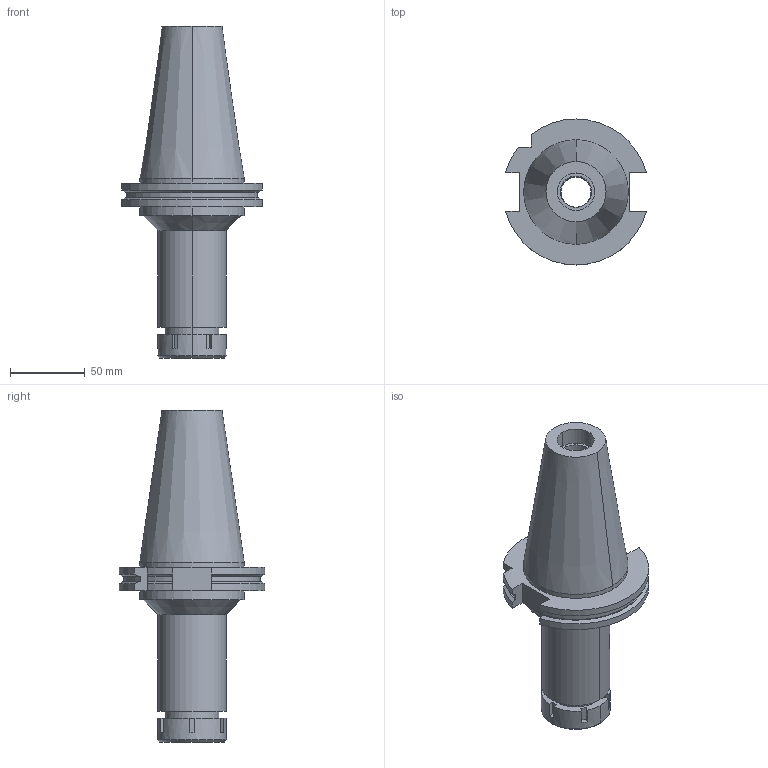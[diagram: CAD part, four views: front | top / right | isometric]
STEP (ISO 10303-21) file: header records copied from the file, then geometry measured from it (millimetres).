
FILE_DESCRIPTION((''),'2;1');
FILE_NAME('DV50NB20120-200_ASM','2018-03-23T',('ykawabe'),(''),'CREO PARAMETRIC BY PTC INC, 2016380','CREO PARAMETRIC BY PTC INC, 2016380','');
FILE_SCHEMA(('AUTOMOTIVE_DESIGN { 1 0 10303 214 1 1 1 1 }'));
Length unit declared in the file: millimetre
Products named in the file (5): DV50-NBS20-120_1; NBC20-20_1; NBN20_1; DXF_TEMP_ASSY_ASM_4_ASM; DV50NB20120-200_ASM
Assembly tree (4 placements, depth 3):
  DV50NB20120-200_ASM
    DXF_TEMP_ASSY_ASM_4_ASM
      DV50-NBS20-120_1
      NBC20-20_1
      NBN20_1
Bounding box: 94.05 x 97.5 x 221.75 mm (x, y, z)
Volume: 469815.8 mm3; surface area: 74987.9 mm2
Topology: 3 solids, 3 shells, 122 faces, 311 edges, 210 vertices
Faces by surface type: plane 59, cylinder 43, cone 20
Entity records: 5566 total; most frequent: CARTESIAN_POINT 729, DIRECTION 729, ORIENTED_EDGE 622, PRESENTATION_STYLE_ASSIGNMENT 319, STYLED_ITEM 319, CURVE_STYLE 316, EDGE_CURVE 311, AXIS2_PLACEMENT_3D 285
